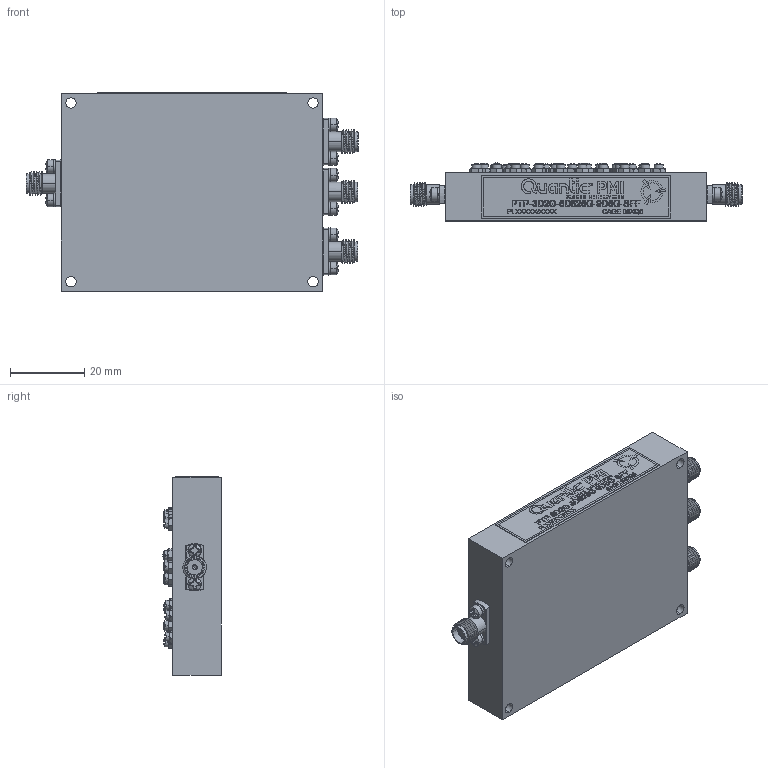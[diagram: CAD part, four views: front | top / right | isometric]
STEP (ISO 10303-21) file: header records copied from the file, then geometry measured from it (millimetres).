
FILE_DESCRIPTION (( 'STEP AP214' ), '1' );
FILE_NAME ('PTP-3D2G-5D625G-9D5G-SFF.STEP', '2024-10-21T14:39:50', ( '' ), ( '' ), 'SwSTEP 2.0', 'SolidWorks 2024', '' );
FILE_SCHEMA (( 'AUTOMOTIVE_DESIGN' ));
Length unit declared in the file: inch
Products named in the file (1): PTP-3D2G-5D625G-9D5G-SFF
Bounding box: 89.15 x 15.66 x 53.26 mm (x, y, z)
Volume: 49967.5 mm3; surface area: 18185.5 mm2
Topology: 98 solids, 98 shells, 3217 faces, 8230 edges, 5393 vertices
Faces by surface type: plane 1108, cone 963, cylinder 822, torus 168, sphere 148, bspline 8
Entity records: 138453 total; most frequent: CARTESIAN_POINT 27566, DIRECTION 16800, ORIENTED_EDGE 16428, EDGE_CURVE 8214, AXIS2_PLACEMENT_3D 6519, VERTEX_POINT 5393, LINE 3762, VECTOR 3762
